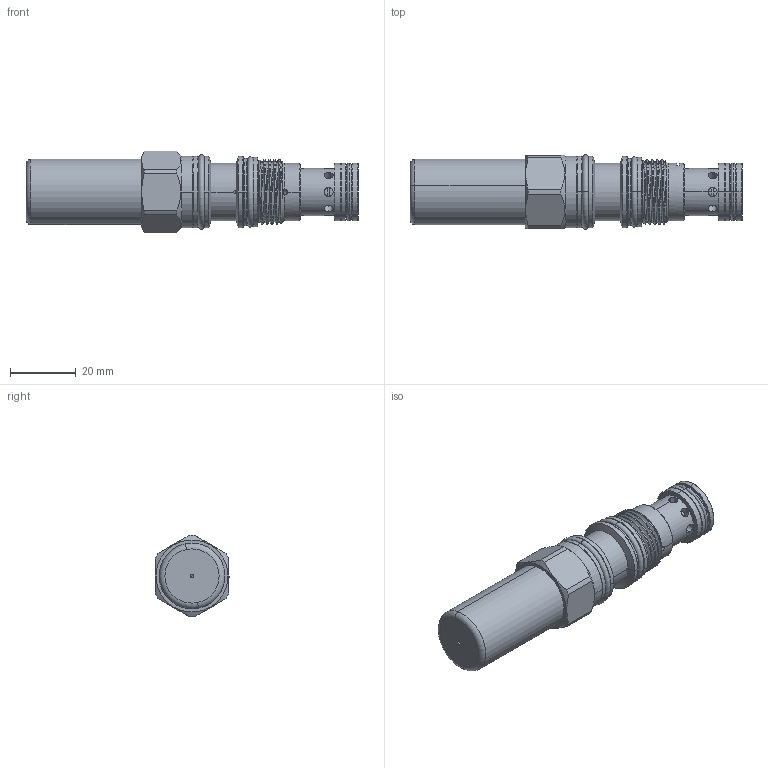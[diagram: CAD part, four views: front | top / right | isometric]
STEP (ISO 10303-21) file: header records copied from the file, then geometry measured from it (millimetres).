
FILE_DESCRIPTION (( 'STEP AP203' ), '1' );
FILE_NAME ('RV11A3B-C.STEP', '2020-03-24T06:30:14', ( '' ), ( '' ), 'SwSTEP 2.0', 'SolidWorks 2018', '' );
FILE_SCHEMA (( 'CONFIG_CONTROL_DESIGN' ));
Length unit declared in the file: millimetre
Products named in the file (1): RV11A3B-C
Bounding box: 100.76 x 22.55 x 24.79 mm (x, y, z)
Volume: 25207.1 mm3; surface area: 14193.6 mm2
Topology: 5 solids, 7 shells, 351 faces, 887 edges, 542 vertices
Faces by surface type: cylinder 182, plane 68, cone 54, torus 37, bspline 10
Entity records: 20394 total; most frequent: CARTESIAN_POINT 12122, ORIENTED_EDGE 1766, DIRECTION 1717, EDGE_CURVE 883, AXIS2_PLACEMENT_3D 735, VERTEX_POINT 542, CIRCLE 393, EDGE_LOOP 389
